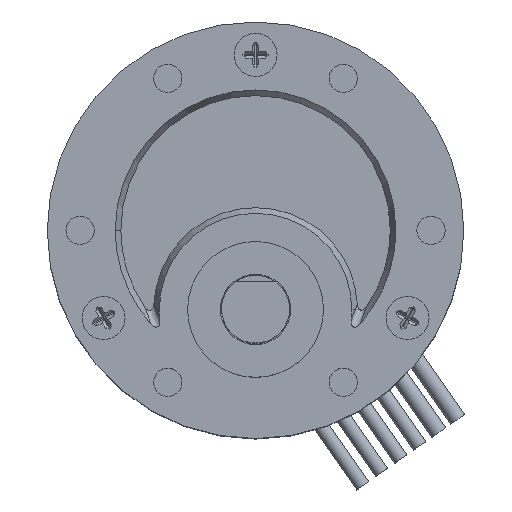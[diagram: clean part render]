
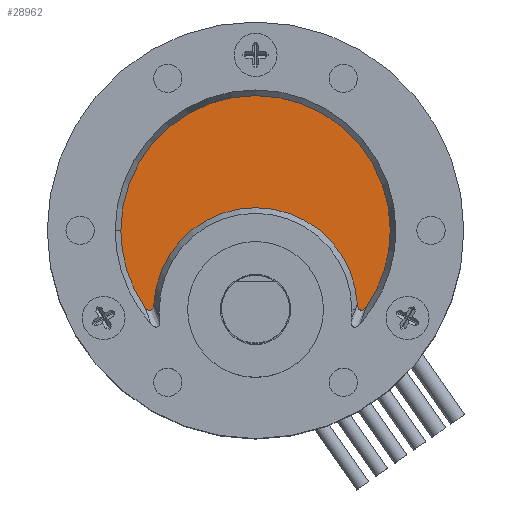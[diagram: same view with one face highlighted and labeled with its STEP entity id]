
A CAD part, top view. The second image highlights one B-rep face of the part: STEP entity #28962.
In plain terms, the highlighted planar face has unit normal (0, 0, 1).
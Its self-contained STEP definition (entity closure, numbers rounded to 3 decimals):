
#37 = CARTESIAN_POINT ( 'NONE',  ( 29.003, -6.889, 18.925 ) ) ;
#305 = CARTESIAN_POINT ( 'NONE',  ( 10.865, -6.845, 18.925 ) ) ;
#332 = CARTESIAN_POINT ( 'NONE',  ( 29.385, -7.039, 18.925 ) ) ;
#446 = CARTESIAN_POINT ( 'NONE',  ( 10.337, -6.972, 18.925 ) ) ;
#633 = CARTESIAN_POINT ( 'NONE',  ( 19.925, 0., 18.925 ) ) ;
#645 = VERTEX_POINT ( 'NONE', #10960 ) ;
#799 = ORIENTED_EDGE ( 'NONE', *, *, #8939, .T. ) ;
#1271 = EDGE_LOOP ( 'NONE', ( #18226, #6833, #7305, #2274, #799, #12370 ) ) ;
#2274 = ORIENTED_EDGE ( 'NONE', *, *, #22238, .T. ) ;
#2375 = CIRCLE ( 'NONE', #18203, 11.9 ) ;
#2707 = CARTESIAN_POINT ( 'NONE',  ( 10.309, -6.951, 18.925 ) ) ;
#3001 = CARTESIAN_POINT ( 'NONE',  ( 10.803, -6.947, 18.925 ) ) ;
#3146 = CARTESIAN_POINT ( 'NONE',  ( 10.455, -7.04, 18.925 ) ) ;
#4202 = CARTESIAN_POINT ( 'NONE',  ( 10.938, -6.518, 18.925 ) ) ;
#4277 = VERTEX_POINT ( 'NONE', #9944 ) ;
#4819 = CARTESIAN_POINT ( 'NONE',  ( 10.909, -6.745, 18.925 ) ) ;
#4852 = CARTESIAN_POINT ( 'NONE',  ( 29.727, -6.748, 18.925 ) ) ;
#5133 = CARTESIAN_POINT ( 'NONE',  ( 28.97, -6.809, 18.925 ) ) ;
#6830 = DIRECTION ( 'NONE',  ( 0., 0., -1. ) ) ;
#6833 = ORIENTED_EDGE ( 'NONE', *, *, #15207, .T. ) ;
#7052 = CARTESIAN_POINT ( 'NONE',  ( 19.925, 0., 18.925 ) ) ;
#7061 = CARTESIAN_POINT ( 'NONE',  ( 10.931, -6.64, 18.925 ) ) ;
#7305 = ORIENTED_EDGE ( 'NONE', *, *, #13645, .T. ) ;
#7386 = CARTESIAN_POINT ( 'NONE',  ( 29.432, -7.02, 18.925 ) ) ;
#7507 = CARTESIAN_POINT ( 'NONE',  ( 10.541, -7.057, 18.925 ) ) ;
#7652 = CARTESIAN_POINT ( 'NONE',  ( 10.596, -7.059, 18.925 ) ) ;
#8779 = CARTESIAN_POINT ( 'NONE',  ( 19.925, 0., 18.925 ) ) ;
#8939 = EDGE_CURVE ( 'NONE', #4277, #17349, #10784, .T. ) ;
#9200 = CARTESIAN_POINT ( 'NONE',  ( 29.462, -7.005, 18.925 ) ) ;
#9316 = CARTESIAN_POINT ( 'NONE',  ( 10.818, -6.927, 18.925 ) ) ;
#9489 = CARTESIAN_POINT ( 'NONE',  ( 29.48, -6.994, 18.925 ) ) ;
#9607 = CARTESIAN_POINT ( 'NONE',  ( 10.839, -6.894, 18.925 ) ) ;
#9641 = CARTESIAN_POINT ( 'NONE',  ( 29.301, -7.062, 18.925 ) ) ;
#9786 = DIRECTION ( 'NONE',  ( 0., 0., 1. ) ) ;
#9944 = CARTESIAN_POINT ( 'NONE',  ( 8.025, 0., 18.925 ) ) ;
#10784 = CIRCLE ( 'NONE', #27563, 11.9 ) ;
#10960 = CARTESIAN_POINT ( 'NONE',  ( 28.912, -6.518, 18.925 ) ) ;
#11295 = CARTESIAN_POINT ( 'NONE',  ( 28.926, -6.662, 18.925 ) ) ;
#11441 = CARTESIAN_POINT ( 'NONE',  ( 28.976, -6.825, 18.925 ) ) ;
#11711 = CARTESIAN_POINT ( 'NONE',  ( 10.938, -6.518, 18.925 ) ) ;
#11739 = CARTESIAN_POINT ( 'NONE',  ( 29.035, -6.937, 18.925 ) ) ;
#11851 = CARTESIAN_POINT ( 'NONE',  ( 10.394, -7.011, 18.925 ) ) ;
#12037 = FACE_OUTER_BOUND ( 'NONE', #1271, .T. ) ;
#12179 = DIRECTION ( 'NONE',  ( 1., 0., 0. ) ) ;
#12295 = CARTESIAN_POINT ( 'NONE',  ( 10.622, -7.056, 18.925 ) ) ;
#12370 = ORIENTED_EDGE ( 'NONE', *, *, #27512, .T. ) ;
#12473 = AXIS2_PLACEMENT_3D ( 'NONE', #27382, #6830, #20632 ) ;
#13645 = EDGE_CURVE ( 'NONE', #22013, #18449, #25386, .T. ) ;
#13696 = CARTESIAN_POINT ( 'NONE',  ( 29.109, -7.01, 18.925 ) ) ;
#13963 = DIRECTION ( 'NONE',  ( 1., 0., 0. ) ) ;
#14143 = CARTESIAN_POINT ( 'NONE',  ( 28.948, -6.749, 18.925 ) ) ;
#14288 = CARTESIAN_POINT ( 'NONE',  ( 29.585, -6.924, 18.925 ) ) ;
#14412 = CARTESIAN_POINT ( 'NONE',  ( 10.157, -6.797, 18.925 ) ) ;
#14556 = CARTESIAN_POINT ( 'NONE',  ( 10.123, -6.748, 18.925 ) ) ;
#15207 = EDGE_CURVE ( 'NONE', #645, #22013, #22430, .T. ) ;
#16249 = CARTESIAN_POINT ( 'NONE',  ( 29.371, -7.044, 18.925 ) ) ;
#16664 = CARTESIAN_POINT ( 'NONE',  ( 10.698, -7.036, 18.925 ) ) ;
#16776 = AXIS2_PLACEMENT_3D ( 'NONE', #26907, #26452, #21814 ) ;
#16817 = CARTESIAN_POINT ( 'NONE',  ( 10.334, -6.97, 18.925 ) ) ;
#17349 = VERTEX_POINT ( 'NONE', #24615 ) ;
#17935 = DIRECTION ( 'NONE',  ( 1., 0., 0. ) ) ;
#18203 = AXIS2_PLACEMENT_3D ( 'NONE', #7052, #20853, #13963 ) ;
#18226 = ORIENTED_EDGE ( 'NONE', *, *, #20909, .T. ) ;
#18360 = CARTESIAN_POINT ( 'NONE',  ( 28.973, -6.818, 18.925 ) ) ;
#18449 = VERTEX_POINT ( 'NONE', #20235 ) ;
#18803 = CARTESIAN_POINT ( 'NONE',  ( 28.962, -6.79, 18.925 ) ) ;
#19058 = CARTESIAN_POINT ( 'NONE',  ( 10.555, -7.058, 18.925 ) ) ;
#20235 = CARTESIAN_POINT ( 'NONE',  ( 31.825, 0., 18.925 ) ) ;
#20448 = CARTESIAN_POINT ( 'NONE',  ( 28.915, -6.578, 18.925 ) ) ;
#20482 = DIRECTION ( 'NONE',  ( 0., 0., 1. ) ) ;
#20632 = DIRECTION ( 'NONE',  ( 1., 0., 0. ) ) ;
#20744 = CARTESIAN_POINT ( 'NONE',  ( 29.408, -7.031, 18.925 ) ) ;
#20853 = DIRECTION ( 'NONE',  ( 0., 0., 1. ) ) ;
#20893 = CARTESIAN_POINT ( 'NONE',  ( 29.249, -7.063, 18.925 ) ) ;
#20907 = AXIS2_PLACEMENT_3D ( 'NONE', #633, #9786, #12179 ) ;
#20909 = EDGE_CURVE ( 'NONE', #22088, #645, #29259, .T. ) ;
#21005 = CARTESIAN_POINT ( 'NONE',  ( 10.21, -6.862, 18.925 ) ) ;
#21034 = CARTESIAN_POINT ( 'NONE',  ( 28.912, -6.518, 18.925 ) ) ;
#21193 = PLANE ( 'NONE',  #20907 ) ;
#21308 = CARTESIAN_POINT ( 'NONE',  ( 10.849, -6.877, 18.925 ) ) ;
#21452 = CARTESIAN_POINT ( 'NONE',  ( 10.743, -7.009, 18.925 ) ) ;
#21814 = DIRECTION ( 'NONE',  ( 1., 0., 0. ) ) ;
#22013 = VERTEX_POINT ( 'NONE', #25565 ) ;
#22088 = VERTEX_POINT ( 'NONE', #4202 ) ;
#22238 = EDGE_CURVE ( 'NONE', #18449, #4277, #2375, .T. ) ;
#22430 = B_SPLINE_CURVE_WITH_KNOTS ( 'NONE', 3,
 ( #21034, #20448, #11295, #14143, #18803, #5133, #18360, #27647, #11441, #37, #11739, #13696, #23282, #20893, #9641, #16249, #332, #20744, #7386, #9200, #9489, #27498, #25382, #14288, #23422, #4852 ),
 .UNSPECIFIED., .F., .F.,
 ( 4, 1, 1, 1, 1, 2, 2, 2, 2, 2, 2, 1, 1, 2, 2, 4 ),
 ( 0., 0.125, 0.187, 0.219, 0.234, 0.242, 0.25, 0.375, 0.5, 0.625, 0.656, 0.687, 0.719, 0.734, 0.75, 1. ),
 .UNSPECIFIED. ) ;
#23020 = B_SPLINE_CURVE_WITH_KNOTS ( 'NONE', 3,
 ( #14556, #14412, #21005, #25352, #2707, #23551, #16817, #446, #11851, #3146, #28061, #7507, #19058, #7652, #12295, #16664, #21452, #3001, #9316, #9607, #21308, #25944, #305, #27620, #4819, #7061, #11711 ),
 .UNSPECIFIED., .F., .F.,
 ( 4, 1, 1, 1, 2, 2, 1, 2, 2, 2, 2, 2, 1, 2, 2, 4 ),
 ( 0., 0.125, 0.188, 0.219, 0.234, 0.25, 0.375, 0.406, 0.438, 0.5, 0.625, 0.688, 0.719, 0.734, 0.75, 1. ),
 .UNSPECIFIED. ) ;
#23282 = CARTESIAN_POINT ( 'NONE',  ( 29.15, -7.035, 18.925 ) ) ;
#23422 = CARTESIAN_POINT ( 'NONE',  ( 29.659, -6.847, 18.925 ) ) ;
#23551 = CARTESIAN_POINT ( 'NONE',  ( 10.324, -6.962, 18.925 ) ) ;
#24615 = CARTESIAN_POINT ( 'NONE',  ( 10.123, -6.748, 18.925 ) ) ;
#25352 = CARTESIAN_POINT ( 'NONE',  ( 10.275, -6.924, 18.925 ) ) ;
#25382 = CARTESIAN_POINT ( 'NONE',  ( 29.499, -6.981, 18.925 ) ) ;
#25386 = CIRCLE ( 'NONE', #16776, 11.9 ) ;
#25565 = CARTESIAN_POINT ( 'NONE',  ( 29.727, -6.748, 18.925 ) ) ;
#25944 = CARTESIAN_POINT ( 'NONE',  ( 10.859, -6.858, 18.925 ) ) ;
#26452 = DIRECTION ( 'NONE',  ( 0., 0., 1. ) ) ;
#26907 = CARTESIAN_POINT ( 'NONE',  ( 19.925, 0., 18.925 ) ) ;
#27382 = CARTESIAN_POINT ( 'NONE',  ( 19.925, -7., 18.925 ) ) ;
#27498 = CARTESIAN_POINT ( 'NONE',  ( 29.492, -6.986, 18.925 ) ) ;
#27512 = EDGE_CURVE ( 'NONE', #17349, #22088, #23020, .T. ) ;
#27563 = AXIS2_PLACEMENT_3D ( 'NONE', #8779, #20482, #17935 ) ;
#27620 = CARTESIAN_POINT ( 'NONE',  ( 10.869, -6.837, 18.925 ) ) ;
#27647 = CARTESIAN_POINT ( 'NONE',  ( 28.975, -6.823, 18.925 ) ) ;
#28061 = CARTESIAN_POINT ( 'NONE',  ( 10.517, -7.053, 18.925 ) ) ;
#28962 = ADVANCED_FACE ( 'NONE', ( #12037 ), #21193, .T. ) ;
#29259 = CIRCLE ( 'NONE', #12473, 9. ) ;
